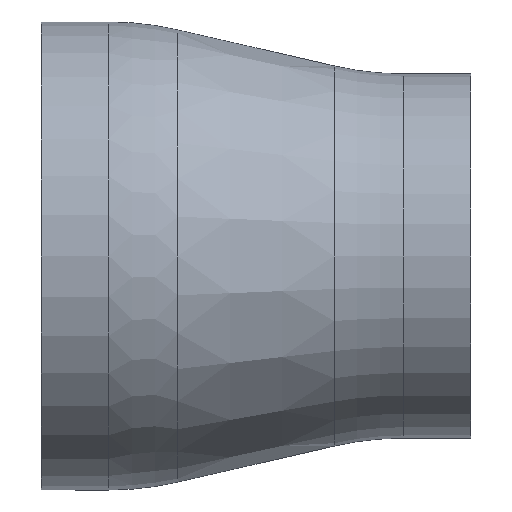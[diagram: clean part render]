
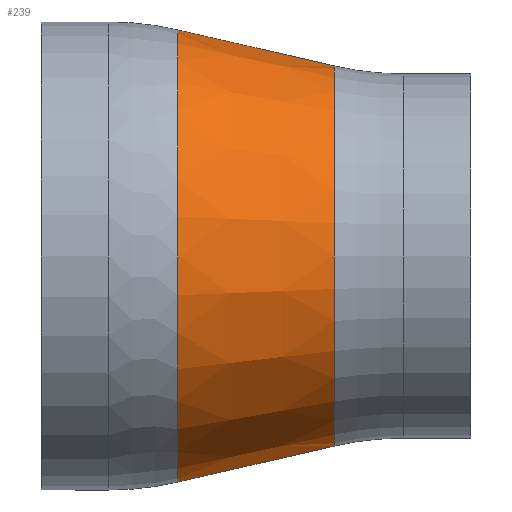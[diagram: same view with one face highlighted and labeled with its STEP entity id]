
A CAD part, front view. The second image highlights one B-rep face of the part: STEP entity #239.
In plain terms, the highlighted conical face has half-angle 12.998 degrees and reference radius 55.228 mm.
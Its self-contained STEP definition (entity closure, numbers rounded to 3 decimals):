
#7 = ORIENTED_EDGE ( 'NONE', *, *, #629, .F. ) ;
#8 = CARTESIAN_POINT ( 'NONE',  ( -19.075, 0., 0. ) ) ;
#9 = CARTESIAN_POINT ( 'NONE',  ( 19.075, 0., 0. ) ) ;
#15 = ORIENTED_EDGE ( 'NONE', *, *, #508, .T. ) ;
#41 = CARTESIAN_POINT ( 'NONE',  ( -19.075, 0., 0. ) ) ;
#124 = CIRCLE ( 'NONE', #493, 55.228 ) ;
#134 = VECTOR ( 'NONE', #604, 1000. ) ;
#142 = DIRECTION ( 'NONE',  ( -0.974, 0., 0.225 ) ) ;
#162 = CARTESIAN_POINT ( 'NONE',  ( -19.075, 0., 55.228 ) ) ;
#172 = VERTEX_POINT ( 'NONE', #410 ) ;
#195 = AXIS2_PLACEMENT_3D ( 'NONE', #8, #412, #315 ) ;
#209 = FACE_OUTER_BOUND ( 'NONE', #234, .T. ) ;
#234 = EDGE_LOOP ( 'NONE', ( #238, #7, #436, #15 ) ) ;
#238 = ORIENTED_EDGE ( 'NONE', *, *, #381, .F. ) ;
#239 = ADVANCED_FACE ( 'NONE', ( #209 ), #481, .T. ) ;
#241 = VERTEX_POINT ( 'NONE', #162 ) ;
#265 = DIRECTION ( 'NONE',  ( 0., 0., -1. ) ) ;
#278 = VERTEX_POINT ( 'NONE', #611 ) ;
#313 = CARTESIAN_POINT ( 'NONE',  ( -19.075, 0., -55.228 ) ) ;
#315 = DIRECTION ( 'NONE',  ( 0., 0., 1. ) ) ;
#319 = AXIS2_PLACEMENT_3D ( 'NONE', #9, #513, #265 ) ;
#374 = DIRECTION ( 'NONE',  ( 0., 0., -1. ) ) ;
#381 = EDGE_CURVE ( 'NONE', #172, #624, #496, .T. ) ;
#398 = LINE ( 'NONE', #593, #609 ) ;
#410 = CARTESIAN_POINT ( 'NONE',  ( 19.075, 0., -46.422 ) ) ;
#412 = DIRECTION ( 'NONE',  ( -1., 0., 0. ) ) ;
#436 = ORIENTED_EDGE ( 'NONE', *, *, #502, .T. ) ;
#451 = DIRECTION ( 'NONE',  ( 1., 0., 0. ) ) ;
#481 = CONICAL_SURFACE ( 'NONE', #195, 55.228, 0.227 ) ;
#493 = AXIS2_PLACEMENT_3D ( 'NONE', #41, #451, #374 ) ;
#496 = LINE ( 'NONE', #645, #134 ) ;
#502 = EDGE_CURVE ( 'NONE', #278, #241, #398, .T. ) ;
#508 = EDGE_CURVE ( 'NONE', #241, #624, #124, .T. ) ;
#513 = DIRECTION ( 'NONE',  ( 1., 0., 0. ) ) ;
#578 = CIRCLE ( 'NONE', #319, 46.422 ) ;
#593 = CARTESIAN_POINT ( 'NONE',  ( -19.075, 0., 55.228 ) ) ;
#604 = DIRECTION ( 'NONE',  ( -0.974, 0., -0.225 ) ) ;
#609 = VECTOR ( 'NONE', #142, 1000. ) ;
#611 = CARTESIAN_POINT ( 'NONE',  ( 19.075, 0., 46.422 ) ) ;
#624 = VERTEX_POINT ( 'NONE', #313 ) ;
#629 = EDGE_CURVE ( 'NONE', #278, #172, #578, .T. ) ;
#645 = CARTESIAN_POINT ( 'NONE',  ( -19.075, 0., -55.228 ) ) ;
